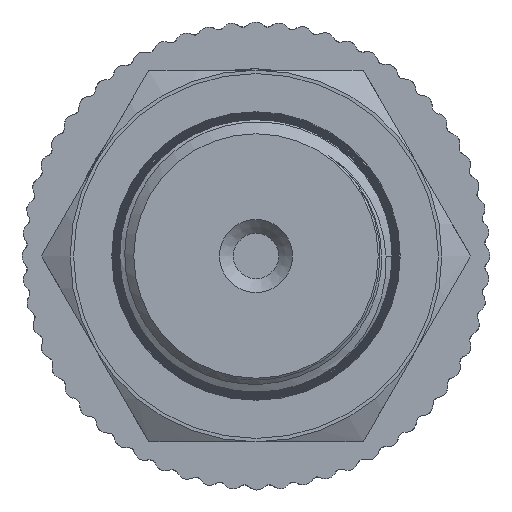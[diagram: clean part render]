
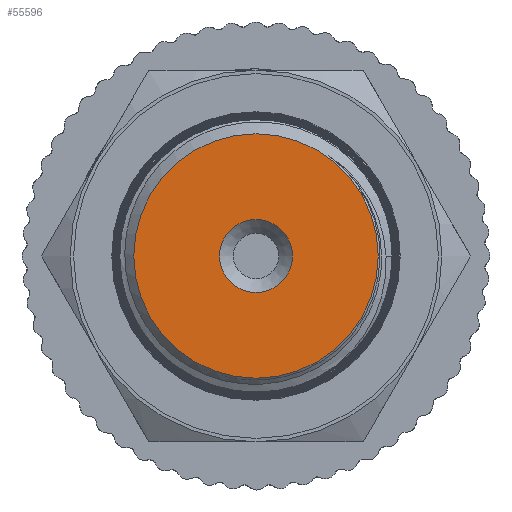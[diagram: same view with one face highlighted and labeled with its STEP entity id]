
A CAD part, left-side view. The second image highlights one B-rep face of the part: STEP entity #55596.
In plain terms, the highlighted planar face has unit normal (-1, 0, 0).
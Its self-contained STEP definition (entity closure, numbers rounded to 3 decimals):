
#5065=PLANE('',#58976);
#7211=FACE_BOUND('',#12080,.T.);
#8549=FACE_OUTER_BOUND('',#12079,.T.);
#12079=EDGE_LOOP('',(#38965));
#12080=EDGE_LOOP('',(#38966));
#15690=CIRCLE('',#58930,8.878);
#15708=CIRCLE('',#58975,2.65);
#23053=VERTEX_POINT('',#94790);
#23085=VERTEX_POINT('',#96080);
#29138=EDGE_CURVE('',#23053,#23053,#15690,.T.);
#29198=EDGE_CURVE('',#23085,#23085,#15708,.T.);
#38965=ORIENTED_EDGE('',*,*,#29138,.T.);
#38966=ORIENTED_EDGE('',*,*,#29198,.T.);
#55596=ADVANCED_FACE('',(#8549,#7211),#5065,.T.);
#58930=AXIS2_PLACEMENT_3D('',#94791,#66989,#66990);
#58975=AXIS2_PLACEMENT_3D('',#96082,#67090,#67091);
#58976=AXIS2_PLACEMENT_3D('',#96083,#67092,#67093);
#66989=DIRECTION('center_axis',(-1.,0.,0.));
#66990=DIRECTION('ref_axis',(0.,1.,0.));
#67090=DIRECTION('center_axis',(1.,0.,0.));
#67091=DIRECTION('ref_axis',(0.,0.,-1.));
#67092=DIRECTION('center_axis',(-1.,0.,0.));
#67093=DIRECTION('ref_axis',(0.,0.,1.));
#94790=CARTESIAN_POINT('',(-68.,-8.878,0.));
#94791=CARTESIAN_POINT('Origin',(-68.,0.,0.));
#96080=CARTESIAN_POINT('',(-68.,-2.65,0.));
#96082=CARTESIAN_POINT('Origin',(-68.,0.,0.));
#96083=CARTESIAN_POINT('Origin',(-68.,9.853,0.));
